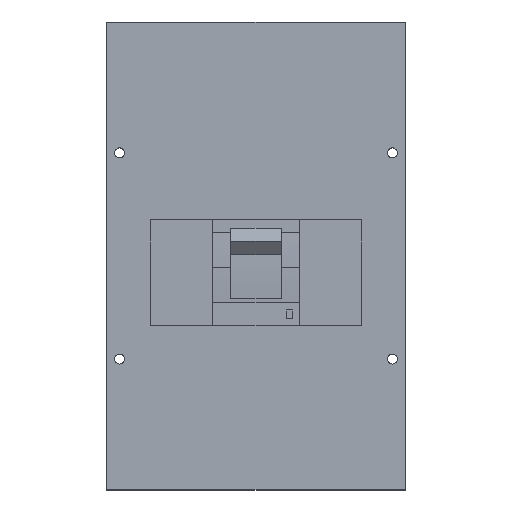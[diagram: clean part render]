
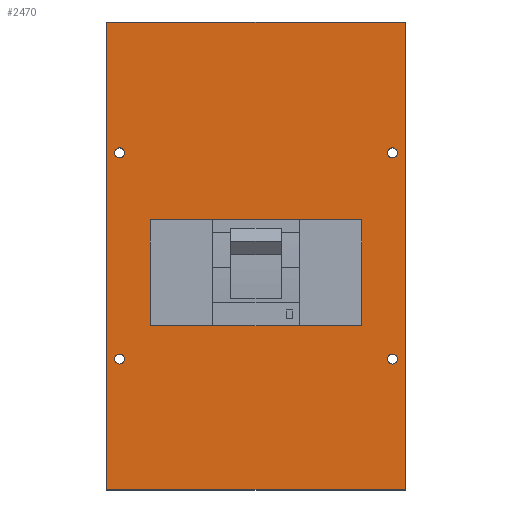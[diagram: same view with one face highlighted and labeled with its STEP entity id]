
A CAD part, top view. The second image highlights one B-rep face of the part: STEP entity #2470.
In plain terms, the highlighted planar face has unit normal (0, 0, 1).
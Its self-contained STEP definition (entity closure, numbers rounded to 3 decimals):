
#780=CARTESIAN_POINT('',(70.961,114.945,
0.));
#790=DIRECTION('',(0.,0.,1.));
#800=DIRECTION('',(1.,0.,0.));
#810=AXIS2_PLACEMENT_3D('',#780,#790,#800);
#820=PLANE('',#810);
#830=CARTESIAN_POINT('',(134.,0.,0.));
#840=DIRECTION('',(0.,-1.,0.));
#850=VECTOR('',#840,1.);
#860=LINE('',#830,#850);
#870=CARTESIAN_POINT('',(134.,225.,
0.));
#880=VERTEX_POINT('',#870);
#890=CARTESIAN_POINT('',(134.,-195.,
0.));
#900=VERTEX_POINT('',#890);
#910=EDGE_CURVE('',#880,#900,#860,.T.);
#920=ORIENTED_EDGE('',*,*,#910,.F.);
#930=CARTESIAN_POINT('',(0.,-195.,0.));
#940=DIRECTION('',(1.,0.,0.));
#950=VECTOR('',#940,1.);
#960=LINE('',#930,#950);
#970=CARTESIAN_POINT('',(-134.,-195.,
0.));
#980=VERTEX_POINT('',#970);
#990=EDGE_CURVE('',#980,#900,#960,.T.);
#1000=ORIENTED_EDGE('',*,*,#990,.T.);
#1010=CARTESIAN_POINT('',(-134.,0.,0.));
#1020=DIRECTION('',(0.,1.,0.));
#1030=VECTOR('',#1020,1.);
#1040=LINE('',#1010,#1030);
#1050=CARTESIAN_POINT('',(-134.,225.,
0.));
#1060=VERTEX_POINT('',#1050);
#1070=EDGE_CURVE('',#980,#1060,#1040,.T.);
#1080=ORIENTED_EDGE('',*,*,#1070,.F.);
#1090=CARTESIAN_POINT('',(0.,225.,0.));
#1100=DIRECTION('',(-1.,0.,0.));
#1110=VECTOR('',#1100,1.);
#1120=LINE('',#1090,#1110);
#1130=EDGE_CURVE('',#880,#1060,#1120,.T.);
#1140=ORIENTED_EDGE('',*,*,#1130,.T.);
#1150=EDGE_LOOP('',(#1140,#1080,#1000,#920));
#1160=FACE_OUTER_BOUND('',#1150,.T.);
#1170=CARTESIAN_POINT('',(-94.,46.5,0.));
#1180=DIRECTION('',(0.,0.,1.));
#1190=DIRECTION('',(1.,0.,0.));
#1200=AXIS2_PLACEMENT_3D('',#1170,#1180,#1190);
#1210=CIRCLE('',#1200,1.);
#1220=CARTESIAN_POINT('',(-94.,47.5,0.));
#1230=VERTEX_POINT('',#1220);
#1240=CARTESIAN_POINT('',(-95.,46.5,0.));
#1250=VERTEX_POINT('',#1240);
#1260=EDGE_CURVE('',#1230,#1250,#1210,.T.);
#1270=ORIENTED_EDGE('',*,*,#1260,.F.);
#1280=CARTESIAN_POINT('',(-95.,0.,0.));
#1290=DIRECTION('',(0.,1.,0.));
#1300=VECTOR('',#1290,1.);
#1310=LINE('',#1280,#1300);
#1320=CARTESIAN_POINT('',(-95.,-46.5,0.))
;
#1330=VERTEX_POINT('',#1320);
#1340=EDGE_CURVE('',#1330,#1250,#1310,.T.);
#1350=ORIENTED_EDGE('',*,*,#1340,.T.);
#1360=CARTESIAN_POINT('',(-94.,-46.5,0.))
;
#1370=DIRECTION('',(0.,0.,-1.));
#1380=DIRECTION('',(-1.,0.,0.));
#1390=AXIS2_PLACEMENT_3D('',#1360,#1370,#1380);
#1400=CIRCLE('',#1390,1.);
#1410=CARTESIAN_POINT('',(-94.,-47.5,0.))
;
#1420=VERTEX_POINT('',#1410);
#1430=EDGE_CURVE('',#1420,#1330,#1400,.T.);
#1440=ORIENTED_EDGE('',*,*,#1430,.T.);
#1450=CARTESIAN_POINT('',(0.,-47.5,0.));
#1460=DIRECTION('',(-1.,0.,0.));
#1470=VECTOR('',#1460,1.);
#1480=LINE('',#1450,#1470);
#1490=CARTESIAN_POINT('',(94.,-47.5,0.));
#1500=VERTEX_POINT('',#1490);
#1510=EDGE_CURVE('',#1500,#1420,#1480,.T.);
#1520=ORIENTED_EDGE('',*,*,#1510,.T.);
#1530=CARTESIAN_POINT('',(94.,-46.5,0.));
#1540=DIRECTION('',(0.,0.,1.));
#1550=DIRECTION('',(1.,0.,0.));
#1560=AXIS2_PLACEMENT_3D('',#1530,#1540,#1550);
#1570=CIRCLE('',#1560,1.);
#1580=CARTESIAN_POINT('',(95.,-46.5,0.));
#1590=VERTEX_POINT('',#1580);
#1600=EDGE_CURVE('',#1500,#1590,#1570,.T.);
#1610=ORIENTED_EDGE('',*,*,#1600,.F.);
#1620=CARTESIAN_POINT('',(95.,0.,0.));
#1630=DIRECTION('',(0.,-1.,0.));
#1640=VECTOR('',#1630,1.);
#1650=LINE('',#1620,#1640);
#1660=CARTESIAN_POINT('',(95.,46.5,0.));
#1670=VERTEX_POINT('',#1660);
#1680=EDGE_CURVE('',#1670,#1590,#1650,.T.);
#1690=ORIENTED_EDGE('',*,*,#1680,.T.);
#1700=CARTESIAN_POINT('',(94.,46.5,0.));
#1710=DIRECTION('',(0.,0.,1.));
#1720=DIRECTION('',(1.,0.,0.));
#1730=AXIS2_PLACEMENT_3D('',#1700,#1710,#1720);
#1740=CIRCLE('',#1730,1.);
#1750=CARTESIAN_POINT('',(94.,47.5,0.));
#1760=VERTEX_POINT('',#1750);
#1770=EDGE_CURVE('',#1670,#1760,#1740,.T.);
#1780=ORIENTED_EDGE('',*,*,#1770,.F.);
#1790=CARTESIAN_POINT('',(0.,47.5,0.));
#1800=DIRECTION('',(1.,0.,0.));
#1810=VECTOR('',#1800,1.);
#1820=LINE('',#1790,#1810);
#1830=EDGE_CURVE('',#1230,#1760,#1820,.T.);
#1840=ORIENTED_EDGE('',*,*,#1830,.T.);
#1850=EDGE_LOOP('',(#1840,#1780,#1690,#1610,#1520,#1440,#1350,#1270));
#1860=FACE_BOUND('',#1850,.T.);
#1870=CARTESIAN_POINT('',(122.5,107.5,
0.));
#1880=DIRECTION('',(0.,0.,1.));
#1890=DIRECTION('',(1.,0.,0.));
#1900=AXIS2_PLACEMENT_3D('',#1870,#1880,#1890);
#1910=CIRCLE('',#1900,4.5);
#1920=CARTESIAN_POINT('',(127.,107.5,
0.));
#1930=VERTEX_POINT('',#1920);
#1940=CARTESIAN_POINT('',(118.,107.5,
0.));
#1950=VERTEX_POINT('',#1940);
#1960=EDGE_CURVE('',#1930,#1950,#1910,.T.);
#1970=ORIENTED_EDGE('',*,*,#1960,.F.);
#1980=EDGE_CURVE('',#1950,#1930,#1910,.T.);
#1990=ORIENTED_EDGE('',*,*,#1980,.F.);
#2000=EDGE_LOOP('',(#1990,#1970));
#2010=FACE_BOUND('',#2000,.T.);
#2020=CARTESIAN_POINT('',(122.5,-77.5,
0.));
#2030=DIRECTION('',(0.,0.,1.));
#2040=DIRECTION('',(1.,0.,0.));
#2050=AXIS2_PLACEMENT_3D('',#2020,#2030,#2040);
#2060=CIRCLE('',#2050,4.5);
#2070=CARTESIAN_POINT('',(127.,-77.5,
0.));
#2080=VERTEX_POINT('',#2070);
#2090=CARTESIAN_POINT('',(118.,-77.5,
0.));
#2100=VERTEX_POINT('',#2090);
#2110=EDGE_CURVE('',#2080,#2100,#2060,.T.);
#2120=ORIENTED_EDGE('',*,*,#2110,.F.);
#2130=EDGE_CURVE('',#2100,#2080,#2060,.T.);
#2140=ORIENTED_EDGE('',*,*,#2130,.F.);
#2150=EDGE_LOOP('',(#2140,#2120));
#2160=FACE_BOUND('',#2150,.T.);
#2170=CARTESIAN_POINT('',(-122.5,-77.5,
0.));
#2180=DIRECTION('',(0.,0.,1.));
#2190=DIRECTION('',(1.,0.,0.));
#2200=AXIS2_PLACEMENT_3D('',#2170,#2180,#2190);
#2210=CIRCLE('',#2200,4.5);
#2220=CARTESIAN_POINT('',(-118.,-77.5,
0.));
#2230=VERTEX_POINT('',#2220);
#2240=CARTESIAN_POINT('',(-127.,-77.5,
0.));
#2250=VERTEX_POINT('',#2240);
#2260=EDGE_CURVE('',#2230,#2250,#2210,.T.);
#2270=ORIENTED_EDGE('',*,*,#2260,.F.);
#2280=EDGE_CURVE('',#2250,#2230,#2210,.T.);
#2290=ORIENTED_EDGE('',*,*,#2280,.F.);
#2300=EDGE_LOOP('',(#2290,#2270));
#2310=FACE_BOUND('',#2300,.T.);
#2320=CARTESIAN_POINT('',(-122.5,107.5,
0.));
#2330=DIRECTION('',(0.,0.,1.));
#2340=DIRECTION('',(1.,0.,0.));
#2350=AXIS2_PLACEMENT_3D('',#2320,#2330,#2340);
#2360=CIRCLE('',#2350,4.5);
#2370=CARTESIAN_POINT('',(-118.,107.5,
0.));
#2380=VERTEX_POINT('',#2370);
#2390=CARTESIAN_POINT('',(-127.,107.5,
0.));
#2400=VERTEX_POINT('',#2390);
#2410=EDGE_CURVE('',#2380,#2400,#2360,.T.);
#2420=ORIENTED_EDGE('',*,*,#2410,.F.);
#2430=EDGE_CURVE('',#2400,#2380,#2360,.T.);
#2440=ORIENTED_EDGE('',*,*,#2430,.F.);
#2450=EDGE_LOOP('',(#2440,#2420));
#2460=FACE_BOUND('',#2450,.T.);
#2470=ADVANCED_FACE('',(#1160,#1860,#2010,#2160,#2310,#2460),#820,.T.);
